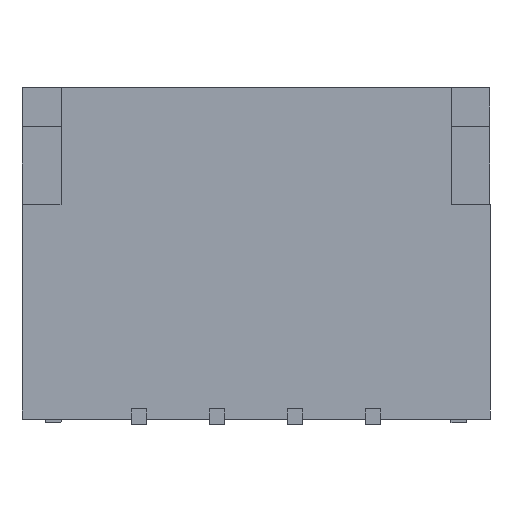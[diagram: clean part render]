
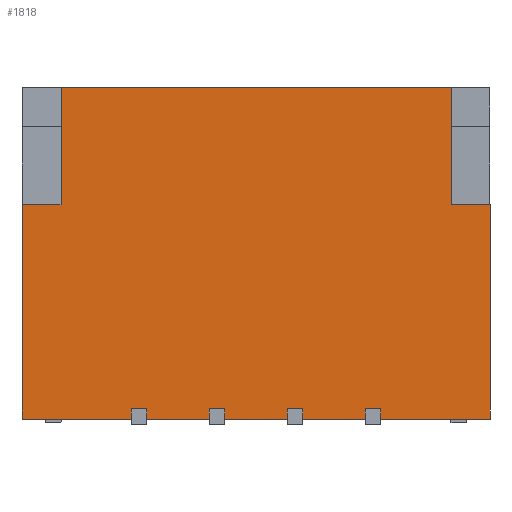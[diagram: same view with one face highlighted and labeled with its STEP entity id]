
A CAD part, front view. The second image highlights one B-rep face of the part: STEP entity #1818.
In plain terms, the highlighted face is planar.
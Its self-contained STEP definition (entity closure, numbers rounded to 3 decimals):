
#40=FACE_OUTER_BOUND('',#136,.T.);
#136=EDGE_LOOP('',(#1290,#1291,#1292,#1293,#1294,#1295,#1296,#1297,#1298,
#1299,#1300,#1301,#1302,#1303,#1304,#1305,#1306,#1307,#1308,#1309,#1310,
#1311,#1312,#1313));
#241=LINE('',#2511,#497);
#251=LINE('',#2531,#507);
#273=LINE('',#2574,#529);
#288=LINE('',#2605,#544);
#292=LINE('',#2613,#548);
#296=LINE('',#2621,#552);
#300=LINE('',#2628,#556);
#307=LINE('',#2639,#563);
#320=LINE('',#2665,#576);
#321=LINE('',#2666,#577);
#322=LINE('',#2668,#578);
#323=LINE('',#2670,#579);
#324=LINE('',#2671,#580);
#325=LINE('',#2673,#581);
#326=LINE('',#2674,#582);
#327=LINE('',#2676,#583);
#328=LINE('',#2677,#584);
#329=LINE('',#2679,#585);
#330=LINE('',#2681,#586);
#331=LINE('',#2682,#587);
#332=LINE('',#2684,#588);
#333=LINE('',#2686,#589);
#334=LINE('',#2687,#590);
#335=LINE('',#2688,#591);
#497=VECTOR('',#2044,1000.);
#507=VECTOR('',#2056,1000.);
#529=VECTOR('',#2080,1000.);
#544=VECTOR('',#2105,1000.);
#548=VECTOR('',#2109,1000.);
#552=VECTOR('',#2113,1000.);
#556=VECTOR('',#2117,1000.);
#563=VECTOR('',#2124,1000.);
#576=VECTOR('',#2149,1000.);
#577=VECTOR('',#2150,1000.);
#578=VECTOR('',#2151,1000.);
#579=VECTOR('',#2152,1000.);
#580=VECTOR('',#2153,1000.);
#581=VECTOR('',#2154,1000.);
#582=VECTOR('',#2155,1000.);
#583=VECTOR('',#2156,1000.);
#584=VECTOR('',#2157,1000.);
#585=VECTOR('',#2158,1000.);
#586=VECTOR('',#2159,1000.);
#587=VECTOR('',#2160,1000.);
#588=VECTOR('',#2161,1000.);
#589=VECTOR('',#2162,1000.);
#590=VECTOR('',#2163,1000.);
#591=VECTOR('',#2164,1000.);
#749=VERTEX_POINT('',#2507);
#751=VERTEX_POINT('',#2510);
#758=VERTEX_POINT('',#2527);
#760=VERTEX_POINT('',#2530);
#779=VERTEX_POINT('',#2571);
#780=VERTEX_POINT('',#2573);
#790=VERTEX_POINT('',#2603);
#791=VERTEX_POINT('',#2604);
#794=VERTEX_POINT('',#2610);
#795=VERTEX_POINT('',#2612);
#798=VERTEX_POINT('',#2618);
#799=VERTEX_POINT('',#2620);
#802=VERTEX_POINT('',#2626);
#806=VERTEX_POINT('',#2638);
#812=VERTEX_POINT('',#2663);
#813=VERTEX_POINT('',#2664);
#814=VERTEX_POINT('',#2667);
#815=VERTEX_POINT('',#2669);
#816=VERTEX_POINT('',#2672);
#817=VERTEX_POINT('',#2675);
#818=VERTEX_POINT('',#2678);
#819=VERTEX_POINT('',#2680);
#820=VERTEX_POINT('',#2683);
#821=VERTEX_POINT('',#2685);
#921=EDGE_CURVE('',#751,#749,#241,.T.);
#931=EDGE_CURVE('',#760,#758,#251,.T.);
#953=EDGE_CURVE('',#780,#779,#273,.T.);
#968=EDGE_CURVE('',#790,#791,#288,.T.);
#972=EDGE_CURVE('',#795,#794,#292,.T.);
#976=EDGE_CURVE('',#799,#798,#296,.T.);
#980=EDGE_CURVE('',#749,#802,#300,.T.);
#987=EDGE_CURVE('',#806,#780,#307,.T.);
#1000=EDGE_CURVE('',#812,#813,#320,.T.);
#1001=EDGE_CURVE('',#813,#790,#321,.T.);
#1002=EDGE_CURVE('',#791,#814,#322,.T.);
#1003=EDGE_CURVE('',#814,#815,#323,.T.);
#1004=EDGE_CURVE('',#815,#806,#324,.T.);
#1005=EDGE_CURVE('',#779,#816,#325,.T.);
#1006=EDGE_CURVE('',#816,#760,#326,.T.);
#1007=EDGE_CURVE('',#758,#817,#327,.T.);
#1008=EDGE_CURVE('',#817,#751,#328,.T.);
#1009=EDGE_CURVE('',#802,#818,#329,.T.);
#1010=EDGE_CURVE('',#818,#819,#330,.T.);
#1011=EDGE_CURVE('',#819,#799,#331,.T.);
#1012=EDGE_CURVE('',#798,#820,#332,.T.);
#1013=EDGE_CURVE('',#820,#821,#333,.T.);
#1014=EDGE_CURVE('',#821,#795,#334,.T.);
#1015=EDGE_CURVE('',#794,#812,#335,.T.);
#1290=ORIENTED_EDGE('',*,*,#1000,.T.);
#1291=ORIENTED_EDGE('',*,*,#1001,.T.);
#1292=ORIENTED_EDGE('',*,*,#968,.T.);
#1293=ORIENTED_EDGE('',*,*,#1002,.T.);
#1294=ORIENTED_EDGE('',*,*,#1003,.T.);
#1295=ORIENTED_EDGE('',*,*,#1004,.T.);
#1296=ORIENTED_EDGE('',*,*,#987,.T.);
#1297=ORIENTED_EDGE('',*,*,#953,.T.);
#1298=ORIENTED_EDGE('',*,*,#1005,.T.);
#1299=ORIENTED_EDGE('',*,*,#1006,.T.);
#1300=ORIENTED_EDGE('',*,*,#931,.T.);
#1301=ORIENTED_EDGE('',*,*,#1007,.T.);
#1302=ORIENTED_EDGE('',*,*,#1008,.T.);
#1303=ORIENTED_EDGE('',*,*,#921,.T.);
#1304=ORIENTED_EDGE('',*,*,#980,.T.);
#1305=ORIENTED_EDGE('',*,*,#1009,.T.);
#1306=ORIENTED_EDGE('',*,*,#1010,.T.);
#1307=ORIENTED_EDGE('',*,*,#1011,.T.);
#1308=ORIENTED_EDGE('',*,*,#976,.T.);
#1309=ORIENTED_EDGE('',*,*,#1012,.T.);
#1310=ORIENTED_EDGE('',*,*,#1013,.T.);
#1311=ORIENTED_EDGE('',*,*,#1014,.T.);
#1312=ORIENTED_EDGE('',*,*,#972,.T.);
#1313=ORIENTED_EDGE('',*,*,#1015,.T.);
#1683=PLANE('',#1928);
#1818=ADVANCED_FACE('',(#40),#1683,.T.);
#1928=AXIS2_PLACEMENT_3D('',#2662,#2147,#2148);
#2044=DIRECTION('',(0.,-1.,0.));
#2056=DIRECTION('',(-1.,0.,0.));
#2080=DIRECTION('',(0.,1.,0.));
#2105=DIRECTION('',(1.,0.,0.));
#2109=DIRECTION('',(1.,0.,0.));
#2113=DIRECTION('',(1.,0.,0.));
#2117=DIRECTION('',(1.,0.,0.));
#2124=DIRECTION('',(1.,0.,0.));
#2147=DIRECTION('center_axis',(0.,0.,1.));
#2148=DIRECTION('ref_axis',(1.,0.,0.));
#2149=DIRECTION('',(1.,0.,0.));
#2150=DIRECTION('',(0.,-1.,0.));
#2151=DIRECTION('',(0.,1.,0.));
#2152=DIRECTION('',(1.,0.,0.));
#2153=DIRECTION('',(0.,-1.,0.));
#2154=DIRECTION('',(-1.,0.,0.));
#2155=DIRECTION('',(0.,1.,0.));
#2156=DIRECTION('',(0.,-1.,0.));
#2157=DIRECTION('',(-1.,0.,0.));
#2158=DIRECTION('',(0.,1.,0.));
#2159=DIRECTION('',(1.,0.,0.));
#2160=DIRECTION('',(0.,-1.,0.));
#2161=DIRECTION('',(0.,1.,0.));
#2162=DIRECTION('',(1.,0.,0.));
#2163=DIRECTION('',(0.,-1.,0.));
#2164=DIRECTION('',(0.,1.,0.));
#2507=CARTESIAN_POINT('',(-3.,0.,2.2));
#2510=CARTESIAN_POINT('',(-3.,2.75,2.2));
#2511=CARTESIAN_POINT('',(-3.,0.,2.2));
#2527=CARTESIAN_POINT('',(-2.5,4.25,2.2));
#2530=CARTESIAN_POINT('',(2.5,4.25,2.2));
#2531=CARTESIAN_POINT('',(-3.,4.25,2.2));
#2571=CARTESIAN_POINT('',(3.,2.75,2.2));
#2573=CARTESIAN_POINT('',(3.,0.,2.2));
#2574=CARTESIAN_POINT('',(3.,0.,2.2));
#2603=CARTESIAN_POINT('',(0.6,0.,2.2));
#2604=CARTESIAN_POINT('',(1.4,0.,2.2));
#2605=CARTESIAN_POINT('',(3.,0.,2.2));
#2610=CARTESIAN_POINT('',(0.4,0.,2.2));
#2612=CARTESIAN_POINT('',(-0.4,0.,2.2));
#2613=CARTESIAN_POINT('',(3.,0.,2.2));
#2618=CARTESIAN_POINT('',(-0.6,0.,2.2));
#2620=CARTESIAN_POINT('',(-1.4,0.,2.2));
#2621=CARTESIAN_POINT('',(3.,0.,2.2));
#2626=CARTESIAN_POINT('',(-1.6,0.,2.2));
#2628=CARTESIAN_POINT('',(3.,0.,2.2));
#2638=CARTESIAN_POINT('',(1.6,0.,2.2));
#2639=CARTESIAN_POINT('',(3.,0.,2.2));
#2662=CARTESIAN_POINT('Origin',(-3.,0.,
2.2));
#2663=CARTESIAN_POINT('',(0.4,0.13,2.2));
#2664=CARTESIAN_POINT('',(0.6,0.13,2.2));
#2665=CARTESIAN_POINT('',(-3.,0.13,2.2));
#2666=CARTESIAN_POINT('',(0.6,0.,2.2));
#2667=CARTESIAN_POINT('',(1.4,0.13,2.2));
#2668=CARTESIAN_POINT('',(1.4,0.,2.2));
#2669=CARTESIAN_POINT('',(1.6,0.13,2.2));
#2670=CARTESIAN_POINT('',(-3.,0.13,2.2));
#2671=CARTESIAN_POINT('',(1.6,0.,2.2));
#2672=CARTESIAN_POINT('',(2.5,2.75,2.2));
#2673=CARTESIAN_POINT('',(-3.,2.75,2.2));
#2674=CARTESIAN_POINT('',(2.5,0.,2.2));
#2675=CARTESIAN_POINT('',(-2.5,2.75,2.2));
#2676=CARTESIAN_POINT('',(-2.5,0.,2.2));
#2677=CARTESIAN_POINT('',(-3.,2.75,2.2));
#2678=CARTESIAN_POINT('',(-1.6,0.13,2.2));
#2679=CARTESIAN_POINT('',(-1.6,0.,2.2));
#2680=CARTESIAN_POINT('',(-1.4,0.13,2.2));
#2681=CARTESIAN_POINT('',(-3.,0.13,2.2));
#2682=CARTESIAN_POINT('',(-1.4,0.,2.2));
#2683=CARTESIAN_POINT('',(-0.6,0.13,2.2));
#2684=CARTESIAN_POINT('',(-0.6,0.,2.2));
#2685=CARTESIAN_POINT('',(-0.4,0.13,2.2));
#2686=CARTESIAN_POINT('',(-3.,0.13,2.2));
#2687=CARTESIAN_POINT('',(-0.4,0.,2.2));
#2688=CARTESIAN_POINT('',(0.4,0.,2.2));
